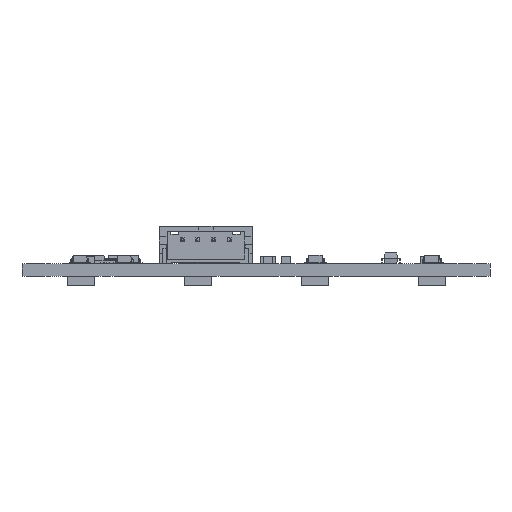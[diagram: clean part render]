
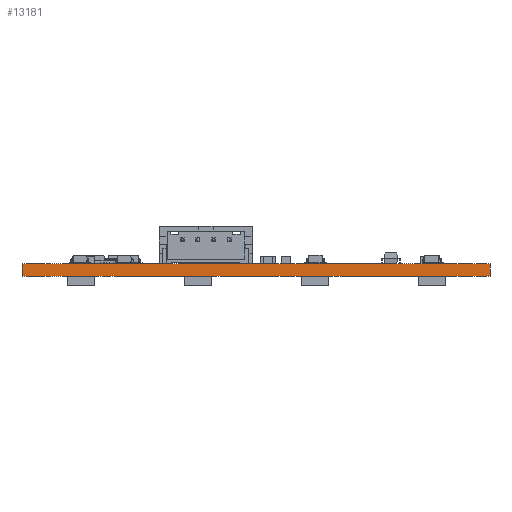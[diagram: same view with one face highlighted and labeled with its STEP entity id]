
A CAD part, front view. The second image highlights one B-rep face of the part: STEP entity #13181.
In plain terms, the highlighted planar face has unit normal (0, -1, 0).
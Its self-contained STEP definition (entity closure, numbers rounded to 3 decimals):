
#648=PLANE('',#14354);
#1220=FACE_OUTER_BOUND('',#1873,.T.);
#1873=EDGE_LOOP('',(#9480,#9481,#9482,#9483));
#2917=LINE('',#19962,#4165);
#2918=LINE('',#19965,#4166);
#2919=LINE('',#19967,#4167);
#2920=LINE('',#19968,#4168);
#4165=VECTOR('',#16382,10.);
#4166=VECTOR('',#16385,10.);
#4167=VECTOR('',#16386,10.);
#4168=VECTOR('',#16387,10.);
#6143=VERTEX_POINT('',#19956);
#6145=VERTEX_POINT('',#19960);
#6146=VERTEX_POINT('',#19964);
#6147=VERTEX_POINT('',#19966);
#7499=EDGE_CURVE('',#6143,#6145,#2917,.T.);
#7500=EDGE_CURVE('',#6143,#6146,#2918,.T.);
#7501=EDGE_CURVE('',#6147,#6145,#2919,.T.);
#7502=EDGE_CURVE('',#6146,#6147,#2920,.T.);
#9480=ORIENTED_EDGE('',*,*,#7500,.F.);
#9481=ORIENTED_EDGE('',*,*,#7499,.T.);
#9482=ORIENTED_EDGE('',*,*,#7501,.F.);
#9483=ORIENTED_EDGE('',*,*,#7502,.F.);
#13181=ADVANCED_FACE('',(#1220),#648,.T.);
#14354=AXIS2_PLACEMENT_3D('',#19963,#16383,#16384);
#16382=DIRECTION('',(0.,0.,1.));
#16383=DIRECTION('center_axis',(0.,-1.,0.));
#16384=DIRECTION('ref_axis',(1.,0.,0.));
#16385=DIRECTION('',(-1.,0.,0.));
#16386=DIRECTION('',(1.,0.,0.));
#16387=DIRECTION('',(0.,0.,1.));
#19956=CARTESIAN_POINT('',(29.972,-29.972,0.));
#19960=CARTESIAN_POINT('',(29.972,-29.972,1.57));
#19962=CARTESIAN_POINT('',(29.972,-29.972,0.));
#19963=CARTESIAN_POINT('Origin',(-30.028,-29.972,0.));
#19964=CARTESIAN_POINT('',(-30.028,-29.972,0.));
#19965=CARTESIAN_POINT('',(29.972,-29.972,0.));
#19966=CARTESIAN_POINT('',(-30.028,-29.972,1.57));
#19967=CARTESIAN_POINT('',(29.972,-29.972,1.57));
#19968=CARTESIAN_POINT('',(-30.028,-29.972,0.));
